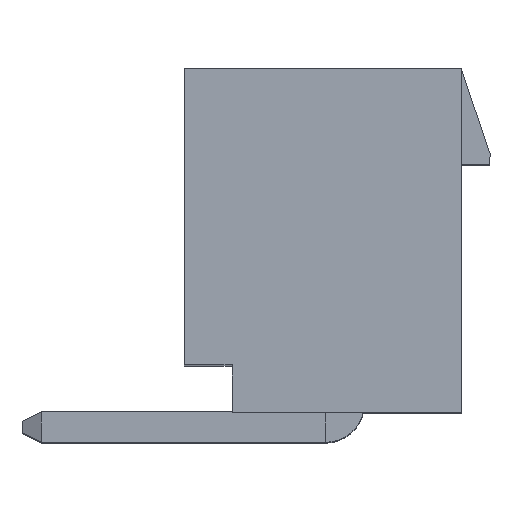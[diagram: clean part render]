
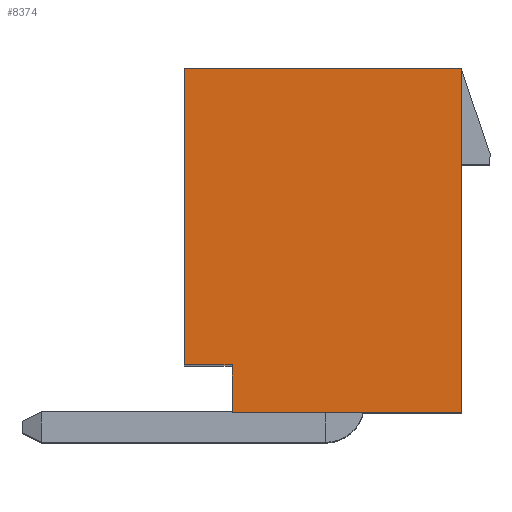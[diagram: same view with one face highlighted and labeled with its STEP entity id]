
A CAD part, top view. The second image highlights one B-rep face of the part: STEP entity #8374.
In plain terms, the highlighted planar face has unit normal (0, 0, 1).
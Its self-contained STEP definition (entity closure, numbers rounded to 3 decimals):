
#73 = LINE ( 'NONE', #2773, #5491 ) ;
#172 = VECTOR ( 'NONE', #2493, 1000. ) ;
#365 = CARTESIAN_POINT ( 'NONE',  ( -1.9, -8.967, 7.5 ) ) ;
#491 = CARTESIAN_POINT ( 'NONE',  ( -1.9, -7.967, 7.5 ) ) ;
#637 = CARTESIAN_POINT ( 'NONE',  ( 3.5, -8.967, 7.5 ) ) ;
#641 = VERTEX_POINT ( 'NONE', #491 ) ;
#886 = LINE ( 'NONE', #6129, #5232 ) ;
#1236 = CARTESIAN_POINT ( 'NONE',  ( 2.9, -8.967, 7.5 ) ) ;
#1409 = VERTEX_POINT ( 'NONE', #365 ) ;
#1914 = ORIENTED_EDGE ( 'NONE', *, *, #4383, .F. ) ;
#2049 = ORIENTED_EDGE ( 'NONE', *, *, #6446, .T. ) ;
#2064 = VERTEX_POINT ( 'NONE', #7462 ) ;
#2493 = DIRECTION ( 'NONE',  ( -1., 0., 0. ) ) ;
#2773 = CARTESIAN_POINT ( 'NONE',  ( -1.9, -8.967, 7.5 ) ) ;
#2818 = ORIENTED_EDGE ( 'NONE', *, *, #4745, .F. ) ;
#2877 = LINE ( 'NONE', #5475, #2975 ) ;
#2975 = VECTOR ( 'NONE', #6401, 1000. ) ;
#3068 = CARTESIAN_POINT ( 'NONE',  ( -2.9, -8.967, 7.5 ) ) ;
#3665 = EDGE_CURVE ( 'NONE', #7794, #641, #2877, .T. ) ;
#3888 = CARTESIAN_POINT ( 'NONE',  ( -2.9, -7.967, 7.5 ) ) ;
#4010 = EDGE_CURVE ( 'NONE', #7484, #2064, #886, .T. ) ;
#4058 = ORIENTED_EDGE ( 'NONE', *, *, #6189, .T. ) ;
#4061 = DIRECTION ( 'NONE',  ( 0., -1., 0. ) ) ;
#4134 = ORIENTED_EDGE ( 'NONE', *, *, #3665, .T. ) ;
#4284 = LINE ( 'NONE', #3068, #8200 ) ;
#4378 = LINE ( 'NONE', #5730, #172 ) ;
#4382 = CARTESIAN_POINT ( 'NONE',  ( 3.5, -8.967, 7.5 ) ) ;
#4383 = EDGE_CURVE ( 'NONE', #7484, #1409, #5968, .T. ) ;
#4656 = EDGE_LOOP ( 'NONE', ( #5543, #4058, #2818, #4134, #2049, #1914 ) ) ;
#4745 = EDGE_CURVE ( 'NONE', #7794, #6300, #4284, .T. ) ;
#4853 = DIRECTION ( 'NONE',  ( 0., 1., 0. ) ) ;
#4855 = PLANE ( 'NONE',  #5198 ) ;
#5152 = DIRECTION ( 'NONE',  ( -1., 0., 0. ) ) ;
#5198 = AXIS2_PLACEMENT_3D ( 'NONE', #4382, #5697, #6971 ) ;
#5232 = VECTOR ( 'NONE', #4853, 1000. ) ;
#5475 = CARTESIAN_POINT ( 'NONE',  ( 3.5, -7.967, 7.5 ) ) ;
#5491 = VECTOR ( 'NONE', #4061, 1000. ) ;
#5543 = ORIENTED_EDGE ( 'NONE', *, *, #4010, .T. ) ;
#5680 = DIRECTION ( 'NONE',  ( 0., 1., 0. ) ) ;
#5697 = DIRECTION ( 'NONE',  ( 0., 0., -1. ) ) ;
#5730 = CARTESIAN_POINT ( 'NONE',  ( 3.5, -1.767, 7.5 ) ) ;
#5968 = LINE ( 'NONE', #637, #7713 ) ;
#6129 = CARTESIAN_POINT ( 'NONE',  ( 2.9, -8.967, 7.5 ) ) ;
#6189 = EDGE_CURVE ( 'NONE', #2064, #6300, #4378, .T. ) ;
#6300 = VERTEX_POINT ( 'NONE', #7553 ) ;
#6401 = DIRECTION ( 'NONE',  ( 1., 0., 0. ) ) ;
#6446 = EDGE_CURVE ( 'NONE', #641, #1409, #73, .T. ) ;
#6815 = FACE_OUTER_BOUND ( 'NONE', #4656, .T. ) ;
#6971 = DIRECTION ( 'NONE',  ( 0., -1., 0. ) ) ;
#7462 = CARTESIAN_POINT ( 'NONE',  ( 2.9, -1.767, 7.5 ) ) ;
#7484 = VERTEX_POINT ( 'NONE', #1236 ) ;
#7553 = CARTESIAN_POINT ( 'NONE',  ( -2.9, -1.767, 7.5 ) ) ;
#7713 = VECTOR ( 'NONE', #5152, 1000. ) ;
#7794 = VERTEX_POINT ( 'NONE', #3888 ) ;
#8200 = VECTOR ( 'NONE', #5680, 1000. ) ;
#8374 = ADVANCED_FACE ( 'NONE', ( #6815 ), #4855, .F. ) ;
